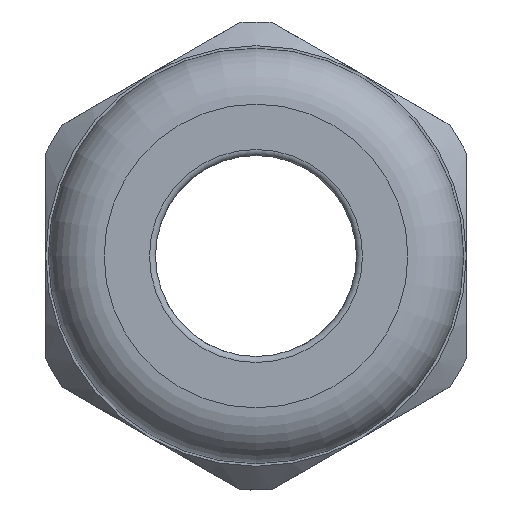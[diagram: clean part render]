
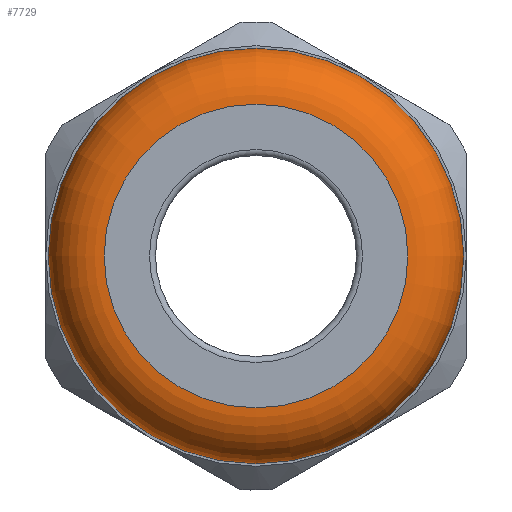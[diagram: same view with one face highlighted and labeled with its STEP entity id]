
A CAD part, left-side view. The second image highlights one B-rep face of the part: STEP entity #7729.
In plain terms, the highlighted toroidal (fillet/blend) face has major radius 5.055 mm and minor radius 1.86 mm.
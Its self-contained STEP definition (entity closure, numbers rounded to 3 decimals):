
#1593=FACE_BOUND('',#2584,.T.);
#2060=FACE_OUTER_BOUND('',#2583,.T.);
#2583=EDGE_LOOP('',(#7214));
#2584=EDGE_LOOP('',(#7215));
#3055=CIRCLE('',#8660,5.055);
#3082=CIRCLE('',#8714,6.915);
#3773=VERTEX_POINT('',#17355);
#3812=VERTEX_POINT('',#17532);
#4886=EDGE_CURVE('',#3773,#3773,#3055,.T.);
#4949=EDGE_CURVE('',#3812,#3812,#3082,.T.);
#7214=ORIENTED_EDGE('',*,*,#4949,.F.);
#7215=ORIENTED_EDGE('',*,*,#4886,.T.);
#7265=TOROIDAL_SURFACE('',#8713,5.055,1.86);
#7729=ADVANCED_FACE('',(#2060,#1593),#7265,.T.);
#8660=AXIS2_PLACEMENT_3D('',#17356,#10858,#10859);
#8713=AXIS2_PLACEMENT_3D('',#17531,#10976,#10977);
#8714=AXIS2_PLACEMENT_3D('',#17533,#10978,#10979);
#10858=DIRECTION('center_axis',(1.,0.,0.));
#10859=DIRECTION('ref_axis',(0.,0.,-1.));
#10976=DIRECTION('center_axis',(1.,0.,0.));
#10977=DIRECTION('ref_axis',(0.,0.,-1.));
#10978=DIRECTION('center_axis',(1.,0.,0.));
#10979=DIRECTION('ref_axis',(0.,0.,-1.));
#17355=CARTESIAN_POINT('',(-13.04,5.055,0.));
#17356=CARTESIAN_POINT('Origin',(-13.04,0.,0.));
#17531=CARTESIAN_POINT('Origin',(-11.18,0.,0.));
#17532=CARTESIAN_POINT('',(-11.18,6.915,0.));
#17533=CARTESIAN_POINT('Origin',(-11.18,0.,0.));
